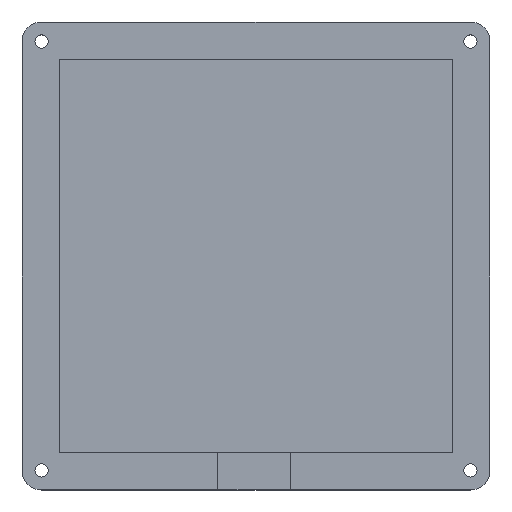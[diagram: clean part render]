
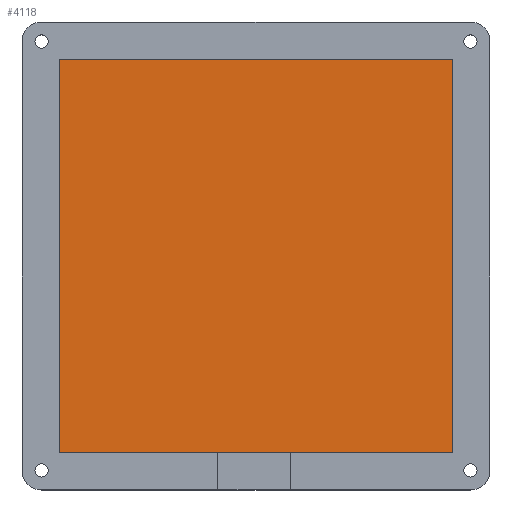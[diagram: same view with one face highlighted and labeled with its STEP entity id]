
A CAD part, top view. The second image highlights one B-rep face of the part: STEP entity #4118.
In plain terms, the highlighted planar face has unit normal (0, 0, 1).
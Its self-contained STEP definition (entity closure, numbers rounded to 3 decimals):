
#186=PLANE('',#4283);
#410=FACE_OUTER_BOUND('',#665,.T.);
#665=EDGE_LOOP('',(#3781,#3782,#3783,#3784));
#1013=LINE('',#7478,#1374);
#1019=LINE('',#7510,#1380);
#1021=LINE('',#7514,#1382);
#1023=LINE('',#7517,#1384);
#1374=VECTOR('',#4863,10.);
#1380=VECTOR('',#4903,10.);
#1382=VECTOR('',#4907,10.);
#1384=VECTOR('',#4911,10.);
#1987=VERTEX_POINT('',#7475);
#1988=VERTEX_POINT('',#7477);
#1997=VERTEX_POINT('',#7509);
#1998=VERTEX_POINT('',#7513);
#2573=EDGE_CURVE('',#1988,#1987,#1013,.T.);
#2587=EDGE_CURVE('',#1997,#1988,#1019,.T.);
#2589=EDGE_CURVE('',#1987,#1998,#1021,.T.);
#2591=EDGE_CURVE('',#1998,#1997,#1023,.T.);
#3781=ORIENTED_EDGE('',*,*,#2589,.T.);
#3782=ORIENTED_EDGE('',*,*,#2591,.T.);
#3783=ORIENTED_EDGE('',*,*,#2587,.T.);
#3784=ORIENTED_EDGE('',*,*,#2573,.T.);
#4118=ADVANCED_FACE('',(#410),#186,.T.);
#4283=AXIS2_PLACEMENT_3D('',#7528,#4928,#4929);
#4863=DIRECTION('',(1.,0.,0.));
#4903=DIRECTION('',(0.,-1.,0.));
#4907=DIRECTION('',(0.,1.,0.));
#4911=DIRECTION('',(-1.,0.,0.));
#4928=DIRECTION('center_axis',(0.,0.,1.));
#4929=DIRECTION('ref_axis',(1.,0.,0.));
#7475=CARTESIAN_POINT('',(101.,0.,3.));
#7477=CARTESIAN_POINT('',(0.,0.,3.));
#7478=CARTESIAN_POINT('',(0.,0.,3.));
#7509=CARTESIAN_POINT('',(0.,101.,3.));
#7510=CARTESIAN_POINT('',(0.,101.,3.));
#7513=CARTESIAN_POINT('',(101.,101.,3.));
#7514=CARTESIAN_POINT('',(101.,0.,3.));
#7517=CARTESIAN_POINT('',(101.,101.,3.));
#7528=CARTESIAN_POINT('Origin',(50.5,50.5,3.));
